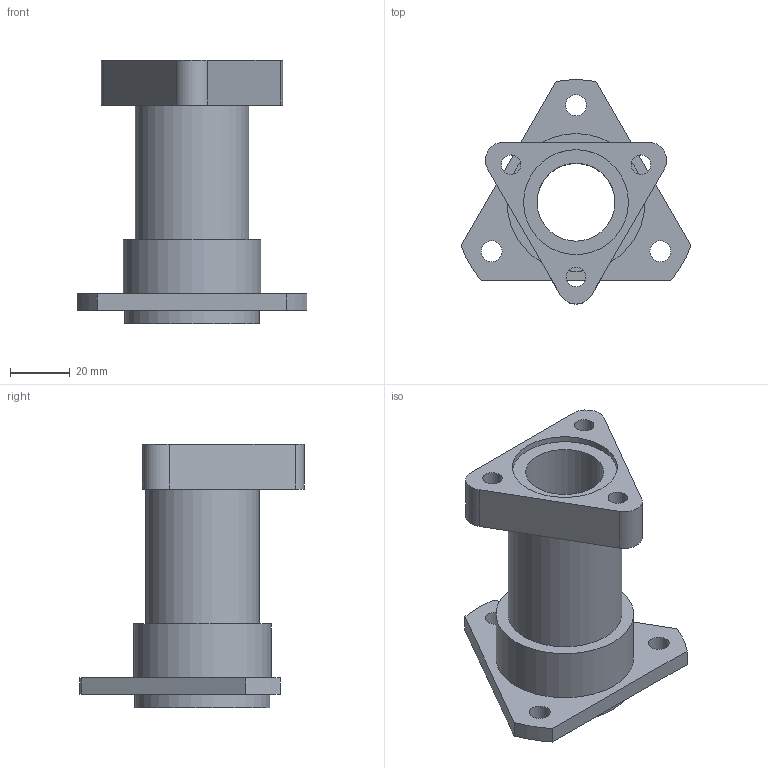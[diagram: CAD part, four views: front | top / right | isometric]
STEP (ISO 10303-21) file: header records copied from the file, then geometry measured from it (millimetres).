
FILE_DESCRIPTION(/* description */ (''),/* implementation_level */ '2;1');
FILE_NAME(/* name */ 'PIPE.stp',/* time_stamp */ '2024-07-08T14:32:21+05:30',/* author */ (''),/* organization */ (''),/* preprocessor_version */ 'ST-DEVELOPER v20',/* originating_system */ 'SIEMENS PLM Software NX2312.4001',/* authorisation */ '');
FILE_SCHEMA (('AP203_CONFIGURATION_CONTROLLED_3D_DESIGN_OF_MECHANICAL_PARTS_AND_ASSEMBLIES_MIM_LF { 1 0 10303 403 2 1 2}'));
Length unit declared in the file: millimetre
Products named in the file (1): PIpe_675_55_217_SMALL
Bounding box: 76.74 x 74.94 x 88 mm (x, y, z)
Volume: 77536.1 mm3; surface area: 28586 mm2
Topology: 1 solids, 1 shells, 32 faces, 74 edges, 50 vertices
Faces by surface type: cylinder 18, plane 14
Full cylindrical faces by diameter (mm): 6.5 x3, 7 x3, 26 x1, 35 x2, 38 x1, 45 x1, 46 x1
Entity records: 958 total; most frequent: DIRECTION 162, CARTESIAN_POINT 141, ORIENTED_EDGE 120, AXIS2_PLACEMENT_3D 69, EDGE_LOOP 64, EDGE_CURVE 60, FACE_BOUND 52, VERTEX_POINT 48
